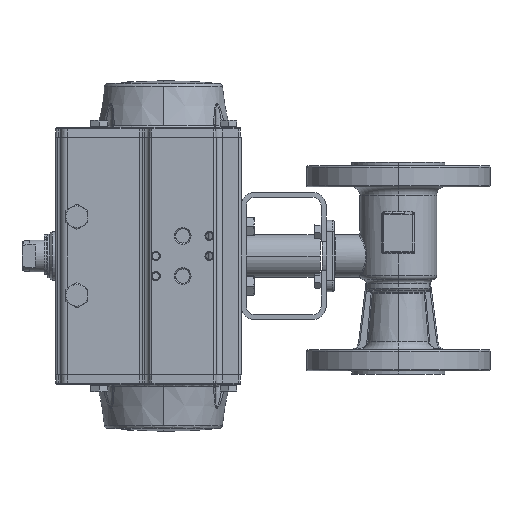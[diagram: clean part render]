
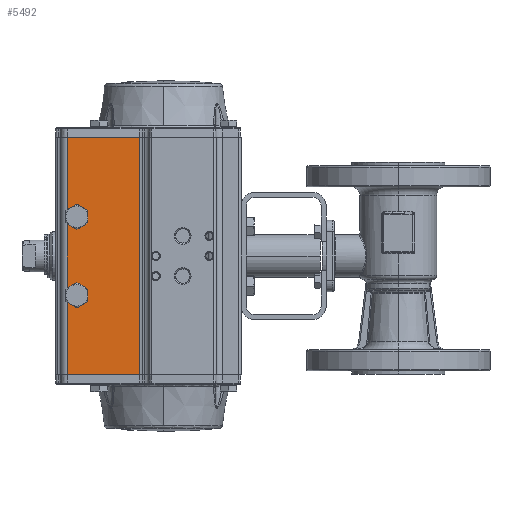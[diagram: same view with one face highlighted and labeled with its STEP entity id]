
A CAD part, left-side view. The second image highlights one B-rep face of the part: STEP entity #5492.
In plain terms, the highlighted planar face has unit normal (-1, 0, 0).
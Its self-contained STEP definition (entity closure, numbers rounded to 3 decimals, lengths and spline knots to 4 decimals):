
#143 = VERTEX_POINT ( 'NONE', #58868 ) ;
#759 = VECTOR ( 'NONE', #44139, 39.3701 ) ;
#1797 = VERTEX_POINT ( 'NONE', #13625 ) ;
#2803 = CARTESIAN_POINT ( 'NONE',  ( -1.5669, 7.7984, 2.7913 ) ) ;
#2867 = VECTOR ( 'NONE', #38758, 39.3701 ) ;
#2991 = CARTESIAN_POINT ( 'NONE',  ( -1.5669, 6.1023, 2.7913 ) ) ;
#3739 = VERTEX_POINT ( 'NONE', #61734 ) ;
#4442 = VECTOR ( 'NONE', #54013, 39.3701 ) ;
#5492 = ADVANCED_FACE ( 'NONE', ( #18349 ), #19825, .T. ) ;
#7277 = AXIS2_PLACEMENT_3D ( 'NONE', #56048, #55886, #55964 ) ;
#7369 = EDGE_CURVE ( 'NONE', #143, #3739, #25715, .T. ) ;
#8017 = CIRCLE ( 'NONE', #15120, 0.2559 ) ;
#8858 = EDGE_CURVE ( 'NONE', #54909, #40626, #49853, .T. ) ;
#11981 = EDGE_CURVE ( 'NONE', #54909, #1797, #57682, .T. ) ;
#12828 = LINE ( 'NONE', #2991, #759 ) ;
#12876 = VERTEX_POINT ( 'NONE', #16356 ) ;
#12931 = CARTESIAN_POINT ( 'NONE',  ( -1.5669, 3.7, -2.7913 ) ) ;
#13625 = CARTESIAN_POINT ( 'NONE',  ( -1.5669, 7.7984, 1.0407 ) ) ;
#14347 = ORIENTED_EDGE ( 'NONE', *, *, #7369, .T. ) ;
#14504 = ORIENTED_EDGE ( 'NONE', *, *, #49114, .T. ) ;
#15120 = AXIS2_PLACEMENT_3D ( 'NONE', #60543, #29704, #65694 ) ;
#15884 = ORIENTED_EDGE ( 'NONE', *, *, #32061, .T. ) ;
#16149 = ORIENTED_EDGE ( 'NONE', *, *, #42128, .T. ) ;
#16356 = CARTESIAN_POINT ( 'NONE',  ( -1.5669, 7.7984, 0.8097 ) ) ;
#16736 = ORIENTED_EDGE ( 'NONE', *, *, #64347, .T. ) ;
#18349 = FACE_OUTER_BOUND ( 'NONE', #27492, .T. ) ;
#18998 = VECTOR ( 'NONE', #24339, 39.3701 ) ;
#19378 = CARTESIAN_POINT ( 'NONE',  ( -1.5669, 6.1023, 2.7913 ) ) ;
#19825 = PLANE ( 'NONE',  #41610 ) ;
#20934 = DIRECTION ( 'NONE',  ( -1., 0., 0. ) ) ;
#22077 = DIRECTION ( 'NONE',  ( 0., 0., 1. ) ) ;
#23531 = ORIENTED_EDGE ( 'NONE', *, *, #8858, .F. ) ;
#24339 = DIRECTION ( 'NONE',  ( 0., 0., -1. ) ) ;
#25087 = CARTESIAN_POINT ( 'NONE',  ( -1.5669, 7.7984, -2.7913 ) ) ;
#25715 = CIRCLE ( 'NONE', #7277, 0.2559 ) ;
#27492 = EDGE_LOOP ( 'NONE', ( #15884, #16149, #14347, #16736, #39048, #14504, #23531, #39619 ) ) ;
#29704 = DIRECTION ( 'NONE',  ( 1., 0., 0. ) ) ;
#31765 = LINE ( 'NONE', #12931, #4442 ) ;
#32061 = EDGE_CURVE ( 'NONE', #1797, #12876, #8017, .T. ) ;
#32691 = LINE ( 'NONE', #39672, #18998 ) ;
#36162 = VERTEX_POINT ( 'NONE', #49255 ) ;
#38758 = DIRECTION ( 'NONE',  ( 0., 0., -1. ) ) ;
#39048 = ORIENTED_EDGE ( 'NONE', *, *, #43421, .T. ) ;
#39619 = ORIENTED_EDGE ( 'NONE', *, *, #11981, .T. ) ;
#39672 = CARTESIAN_POINT ( 'NONE',  ( -1.5669, 7.7984, 2.7913 ) ) ;
#40428 = VERTEX_POINT ( 'NONE', #25087 ) ;
#40626 = VERTEX_POINT ( 'NONE', #58980 ) ;
#40664 = LINE ( 'NONE', #2803, #2867 ) ;
#41610 = AXIS2_PLACEMENT_3D ( 'NONE', #19378, #20934, #22077 ) ;
#42128 = EDGE_CURVE ( 'NONE', #12876, #143, #32691, .T. ) ;
#43421 = EDGE_CURVE ( 'NONE', #40428, #36162, #31765, .T. ) ;
#44139 = DIRECTION ( 'NONE',  ( 0., 0., 1. ) ) ;
#49114 = EDGE_CURVE ( 'NONE', #36162, #40626, #12828, .T. ) ;
#49255 = CARTESIAN_POINT ( 'NONE',  ( -1.5669, 6.1023, -2.7913 ) ) ;
#49853 = LINE ( 'NONE', #60308, #63530 ) ;
#54013 = DIRECTION ( 'NONE',  ( 0., -1., 0. ) ) ;
#54712 = CARTESIAN_POINT ( 'NONE',  ( -1.5669, 7.7984, 2.7913 ) ) ;
#54837 = DIRECTION ( 'NONE',  ( 0., 0., -1. ) ) ;
#54909 = VERTEX_POINT ( 'NONE', #62577 ) ;
#55886 = DIRECTION ( 'NONE',  ( 1., 0., 0. ) ) ;
#55964 = DIRECTION ( 'NONE',  ( 0., 1., 0. ) ) ;
#56048 = CARTESIAN_POINT ( 'NONE',  ( -1.5669, 7.5701, -0.9252 ) ) ;
#57682 = LINE ( 'NONE', #54712, #60895 ) ;
#58527 = DIRECTION ( 'NONE',  ( 0., -1., 0. ) ) ;
#58868 = CARTESIAN_POINT ( 'NONE',  ( -1.5669, 7.7984, -0.8097 ) ) ;
#58980 = CARTESIAN_POINT ( 'NONE',  ( -1.5669, 6.1023, 2.7913 ) ) ;
#60308 = CARTESIAN_POINT ( 'NONE',  ( -1.5669, 3.7, 2.7913 ) ) ;
#60543 = CARTESIAN_POINT ( 'NONE',  ( -1.5669, 7.5701, 0.9252 ) ) ;
#60895 = VECTOR ( 'NONE', #54837, 39.3701 ) ;
#61734 = CARTESIAN_POINT ( 'NONE',  ( -1.5669, 7.7984, -1.0407 ) ) ;
#62577 = CARTESIAN_POINT ( 'NONE',  ( -1.5669, 7.7984, 2.7913 ) ) ;
#63530 = VECTOR ( 'NONE', #58527, 39.3701 ) ;
#64347 = EDGE_CURVE ( 'NONE', #3739, #40428, #40664, .T. ) ;
#65694 = DIRECTION ( 'NONE',  ( 0., 0., 1. ) ) ;
